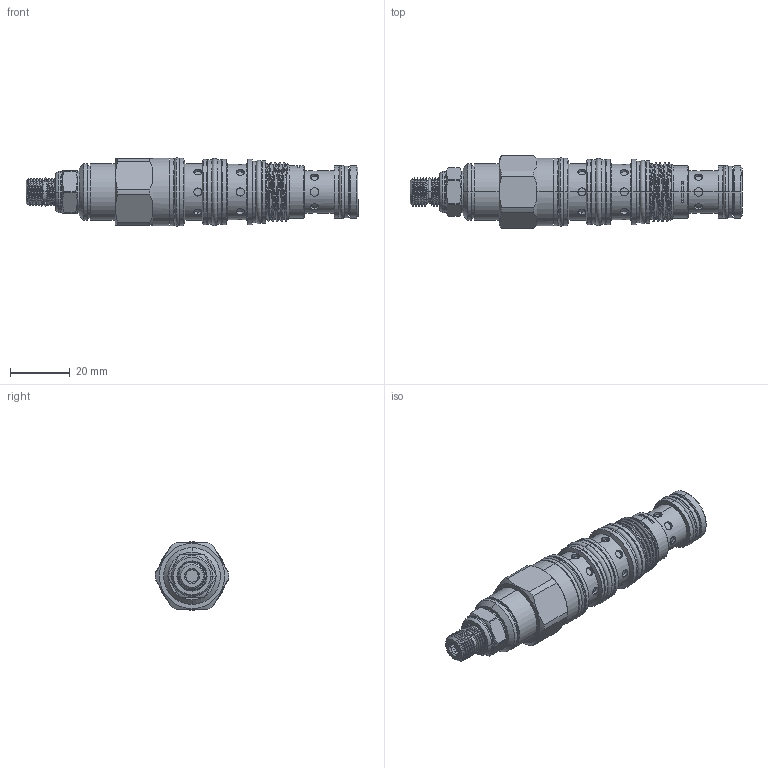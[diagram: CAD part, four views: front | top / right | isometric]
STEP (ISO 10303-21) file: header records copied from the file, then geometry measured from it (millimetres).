
FILE_DESCRIPTION (( 'STEP AP203' ), '1' );
FILE_NAME ('PD21A40-L.STEP', '2023-05-17T07:12:22', ( '' ), ( '' ), 'SwSTEP 2.0', 'SolidWorks 2018', '' );
FILE_SCHEMA (( 'CONFIG_CONTROL_DESIGN' ));
Length unit declared in the file: millimetre
Products named in the file (1): PD21A40-L
Bounding box: 111.17 x 24.59 x 22.98 mm (x, y, z)
Volume: 29793.4 mm3; surface area: 11028.4 mm2
Topology: 5 solids, 6 shells, 389 faces, 900 edges, 564 vertices
Faces by surface type: cylinder 204, plane 70, cone 60, torus 43, bspline 12
Entity records: 21803 total; most frequent: CARTESIAN_POINT 13220, ORIENTED_EDGE 1796, DIRECTION 1744, EDGE_CURVE 898, AXIS2_PLACEMENT_3D 731, VERTEX_POINT 564, EDGE_LOOP 440, ADVANCED_FACE 389
